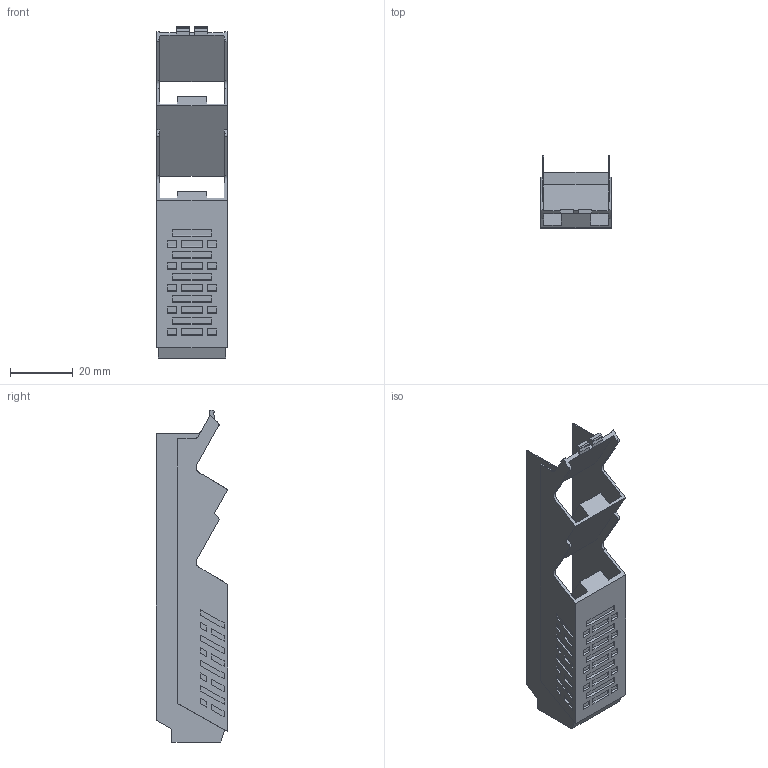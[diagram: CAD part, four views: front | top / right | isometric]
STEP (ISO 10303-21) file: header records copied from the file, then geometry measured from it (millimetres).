
FILE_DESCRIPTION(('CATIA V5R24 STEP','CAx-IF Rec.Pracs.--- Model Styling and Organization---1.2---2011-12-15'),'2;1');
FILE_NAME ('11896560_2', '2017-09-14T10:01:13+00:00', ('Weidmueller Interface'), ('Weidmueller'), 'CATIA Version 5-6 Release 2014 SP4', 'CATIA V5 STEP AP214', 'none');
FILE_SCHEMA(('AUTOMOTIVE_DESIGN { 1 0 10303 214 1 1 1 1 }'));
Length unit declared in the file: millimetre
Products named in the file (1): 1206890000
Bounding box: 22.5 x 22.76 x 105.49 mm (x, y, z)
Volume: 5268.8 mm3; surface area: 13526.3 mm2
Topology: 1 solids, 1 shells, 310 faces, 900 edges, 632 vertices
Faces by surface type: plane 292, cylinder 13, extrusion 5
Entity records: 9634 total; most frequent: CARTESIAN_POINT 2118, ORIENTED_EDGE 1800, DIRECTION 955, EDGE_CURVE 900, VECTOR 706, LINE 701, VERTEX_POINT 632, EDGE_LOOP 354
